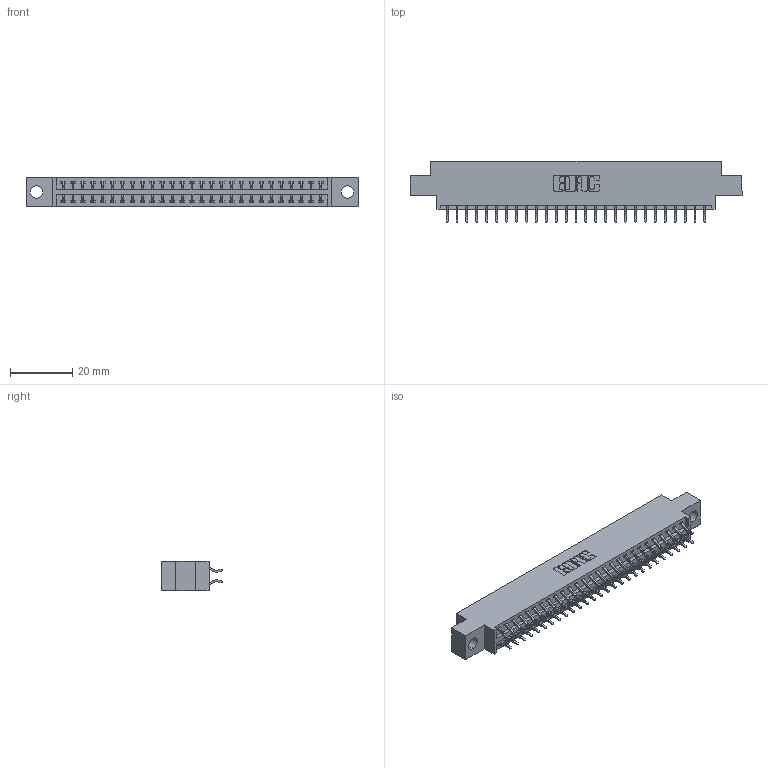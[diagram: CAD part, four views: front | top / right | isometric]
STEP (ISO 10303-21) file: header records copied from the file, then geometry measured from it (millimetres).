
FILE_DESCRIPTION (( 'STEP AP203' ), '1' );
FILE_NAME ('346-054-556-804.STEP', '2022-05-21T04:05:18', ( '' ), ( '' ), 'SwSTEP 2.0', 'SolidWorks 2020', '' );
FILE_SCHEMA (( 'CONFIG_CONTROL_DESIGN' ));
Length unit declared in the file: inch
Products named in the file (3): 346-054-556-804; 345-292-001_556 Tail; 346 Part_0.170 Offset - 0.156 Dia-TH
Assembly tree (55 placements, depth 2):
  346-054-556-804
    346 Part_0.170 Offset - 0.156 Dia-TH
    345-292-001_556 Tail  x54
Bounding box: 106.3 x 19.57 x 9.4 mm (x, y, z)
Volume: 9986.3 mm3; surface area: 13468.4 mm2
Topology: 55 solids, 55 shells, 3272 faces, 9719 edges, 6406 vertices
Faces by surface type: plane 2200, cylinder 1072
Entity records: 20411 total; most frequent: CARTESIAN_POINT 3406, ORIENTED_EDGE 3326, DIRECTION 3039, EDGE_CURVE 1663, LINE 1415, VECTOR 1415, VERTEX_POINT 1106, AXIS2_PLACEMENT_3D 812
